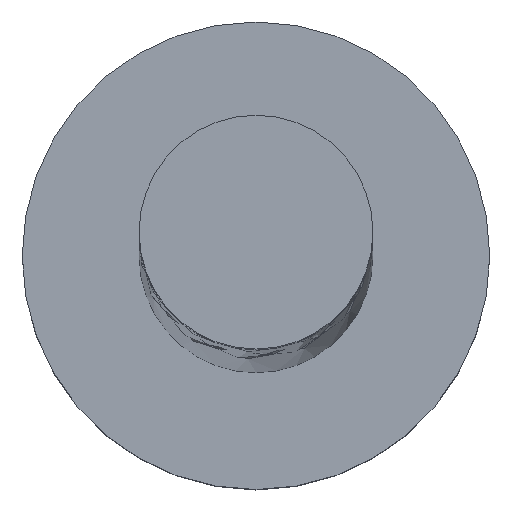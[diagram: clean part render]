
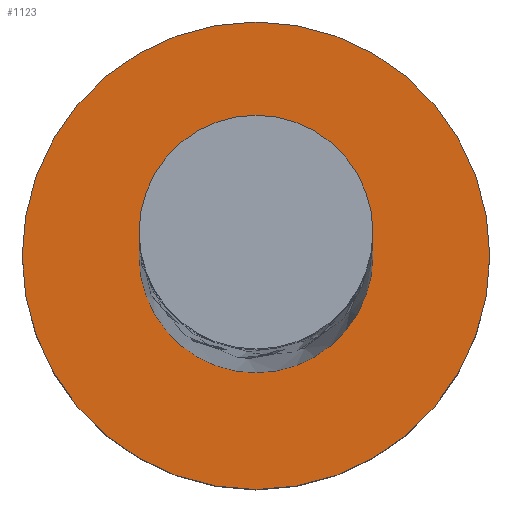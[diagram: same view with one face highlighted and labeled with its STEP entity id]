
A CAD part, top view. The second image highlights one B-rep face of the part: STEP entity #1123.
In plain terms, the highlighted planar face has unit normal (0, 0, 1).
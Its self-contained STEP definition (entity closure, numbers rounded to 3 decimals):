
#92 = CARTESIAN_POINT ( 'NONE',  ( 0., 0., 3. ) ) ;
#121 = CIRCLE ( 'NONE', #1119, 1.5 ) ;
#169 = CARTESIAN_POINT ( 'NONE',  ( 0., 0., 3. ) ) ;
#172 = AXIS2_PLACEMENT_3D ( 'NONE', #668, #1246, #648 ) ;
#201 = CARTESIAN_POINT ( 'NONE',  ( 0., 0., 3. ) ) ;
#207 = DIRECTION ( 'NONE',  ( 1., 0., 0. ) ) ;
#298 = DIRECTION ( 'NONE',  ( 0., 0., 1. ) ) ;
#479 = ORIENTED_EDGE ( 'NONE', *, *, #1026, .T. ) ;
#490 = EDGE_CURVE ( 'NONE', #1475, #588, #1315, .T. ) ;
#516 = CIRCLE ( 'NONE', #1268, 1.5 ) ;
#588 = VERTEX_POINT ( 'NONE', #1046 ) ;
#648 = DIRECTION ( 'NONE',  ( 1., 0., 0. ) ) ;
#668 = CARTESIAN_POINT ( 'NONE',  ( 0., 0., 3. ) ) ;
#700 = CARTESIAN_POINT ( 'NONE',  ( 1.5, 0., 3. ) ) ;
#789 = FACE_OUTER_BOUND ( 'NONE', #1398, .T. ) ;
#838 = VERTEX_POINT ( 'NONE', #1202 ) ;
#891 = FACE_BOUND ( 'NONE', #1321, .T. ) ;
#947 = ORIENTED_EDGE ( 'NONE', *, *, #1468, .F. ) ;
#1026 = EDGE_CURVE ( 'NONE', #588, #1475, #1168, .T. ) ;
#1046 = CARTESIAN_POINT ( 'NONE',  ( -3., 0., 3. ) ) ;
#1070 = AXIS2_PLACEMENT_3D ( 'NONE', #92, #298, #1498 ) ;
#1119 = AXIS2_PLACEMENT_3D ( 'NONE', #169, #1361, #1121 ) ;
#1121 = DIRECTION ( 'NONE',  ( 1., 0., 0. ) ) ;
#1123 = ADVANCED_FACE ( 'NONE', ( #891, #789 ), #1502, .T. ) ;
#1133 = DIRECTION ( 'NONE',  ( 0., 0., 1. ) ) ;
#1168 = CIRCLE ( 'NONE', #1295, 3. ) ;
#1202 = CARTESIAN_POINT ( 'NONE',  ( -1.5, 0., 3. ) ) ;
#1212 = ORIENTED_EDGE ( 'NONE', *, *, #490, .T. ) ;
#1246 = DIRECTION ( 'NONE',  ( 0., 0., 1. ) ) ;
#1254 = DIRECTION ( 'NONE',  ( 0., 0., 1. ) ) ;
#1268 = AXIS2_PLACEMENT_3D ( 'NONE', #1370, #1133, #1479 ) ;
#1295 = AXIS2_PLACEMENT_3D ( 'NONE', #201, #1254, #207 ) ;
#1315 = CIRCLE ( 'NONE', #1070, 3. ) ;
#1321 = EDGE_LOOP ( 'NONE', ( #1413, #947 ) ) ;
#1361 = DIRECTION ( 'NONE',  ( 0., 0., 1. ) ) ;
#1369 = VERTEX_POINT ( 'NONE', #700 ) ;
#1370 = CARTESIAN_POINT ( 'NONE',  ( 0., 0., 3. ) ) ;
#1398 = EDGE_LOOP ( 'NONE', ( #479, #1212 ) ) ;
#1413 = ORIENTED_EDGE ( 'NONE', *, *, #1510, .F. ) ;
#1468 = EDGE_CURVE ( 'NONE', #1369, #838, #516, .T. ) ;
#1475 = VERTEX_POINT ( 'NONE', #1494 ) ;
#1479 = DIRECTION ( 'NONE',  ( 1., 0., 0. ) ) ;
#1494 = CARTESIAN_POINT ( 'NONE',  ( 3., 0., 3. ) ) ;
#1498 = DIRECTION ( 'NONE',  ( 1., 0., 0. ) ) ;
#1502 = PLANE ( 'NONE',  #172 ) ;
#1510 = EDGE_CURVE ( 'NONE', #838, #1369, #121, .T. ) ;
